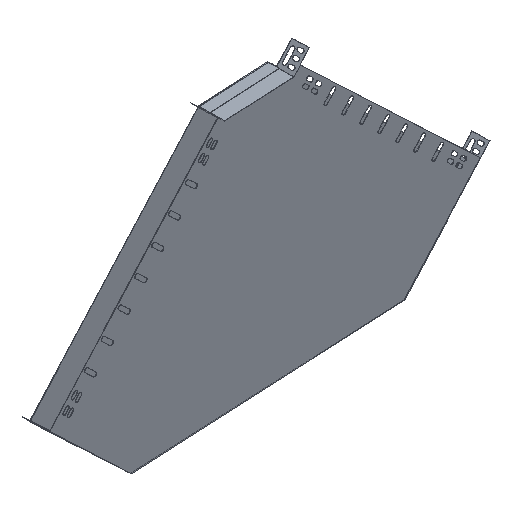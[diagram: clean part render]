
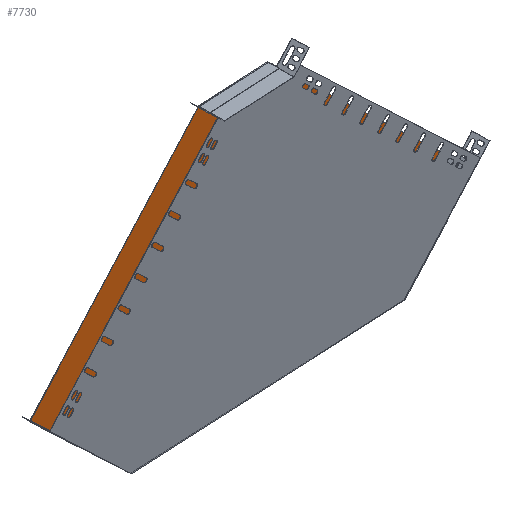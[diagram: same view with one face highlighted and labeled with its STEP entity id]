
A CAD part, isometric view. The second image highlights one B-rep face of the part: STEP entity #7730.
In plain terms, the highlighted planar face has unit normal (0.022, -1, 0.006).
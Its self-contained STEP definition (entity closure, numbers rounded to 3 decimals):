
#124 = ORIENTED_EDGE ( 'NONE', *, *, #5133, .T. ) ;
#156 = DIRECTION ( 'NONE',  ( 0.022, -1., 0.006 ) ) ;
#221 = DIRECTION ( 'NONE',  ( 0.687, 0.02, 0.726 ) ) ;
#481 = CARTESIAN_POINT ( 'NONE',  ( -256.925, 55.077, 423.739 ) ) ;
#546 = EDGE_LOOP ( 'NONE', ( #6511, #939, #6792, #5937, #6480, #4712, #2447, #1414, #124, #7390 ) ) ;
#681 = CARTESIAN_POINT ( 'NONE',  ( -601.323, 45.251, 59.042 ) ) ;
#719 = VECTOR ( 'NONE', #6779, 1000. ) ;
#922 = EDGE_CURVE ( 'NONE', #4884, #1693, #5629, .T. ) ;
#939 = ORIENTED_EDGE ( 'NONE', *, *, #3929, .F. ) ;
#968 = CARTESIAN_POINT ( 'NONE',  ( -256.925, 55.077, 423.739 ) ) ;
#983 = VECTOR ( 'NONE', #4555, 1000. ) ;
#1052 = VERTEX_POINT ( 'NONE', #7012 ) ;
#1260 = LINE ( 'NONE', #1486, #4382 ) ;
#1414 = ORIENTED_EDGE ( 'NONE', *, *, #6671, .F. ) ;
#1480 = LINE ( 'NONE', #4575, #4796 ) ;
#1486 = CARTESIAN_POINT ( 'NONE',  ( 248.09, 63.9, 82.51 ) ) ;
#1693 = VERTEX_POINT ( 'NONE', #6656 ) ;
#1776 = VECTOR ( 'NONE', #1925, 1000. ) ;
#1925 = DIRECTION ( 'NONE',  ( -0.687, -0.02, -0.726 ) ) ;
#2123 = DIRECTION ( 'NONE',  ( 0.027, -0.006, -1. ) ) ;
#2271 = VECTOR ( 'NONE', #3165, 1000. ) ;
#2447 = ORIENTED_EDGE ( 'NONE', *, *, #4539, .F. ) ;
#2560 = CARTESIAN_POINT ( 'NONE',  ( 248.104, 63.897, 82.01 ) ) ;
#2628 = PLANE ( 'NONE',  #6915 ) ;
#2707 = EDGE_CURVE ( 'NONE', #1052, #7643, #1480, .T. ) ;
#2727 = VECTOR ( 'NONE', #2856, 1000. ) ;
#2856 = DIRECTION ( 'NONE',  ( -0.999, -0.022, -0.027 ) ) ;
#3074 = VERTEX_POINT ( 'NONE', #5236 ) ;
#3165 = DIRECTION ( 'NONE',  ( -0.027, 0.006, 1. ) ) ;
#3210 = EDGE_CURVE ( 'NONE', #5731, #1693, #6414, .T. ) ;
#3270 = CARTESIAN_POINT ( 'NONE',  ( 248.09, 63.9, 82.51 ) ) ;
#3281 = CARTESIAN_POINT ( 'NONE',  ( -256.925, 55.077, 423.739 ) ) ;
#3628 = CARTESIAN_POINT ( 'NONE',  ( 105.438, 59.829, -68.638 ) ) ;
#3796 = CARTESIAN_POINT ( 'NONE',  ( -601.323, 45.251, 59.042 ) ) ;
#3914 = LINE ( 'NONE', #5011, #2271 ) ;
#3929 = EDGE_CURVE ( 'NONE', #6141, #1052, #3914, .T. ) ;
#4012 = EDGE_CURVE ( 'NONE', #4164, #7643, #6981, .T. ) ;
#4164 = VERTEX_POINT ( 'NONE', #481 ) ;
#4334 = CARTESIAN_POINT ( 'NONE',  ( -115.589, 58.18, 427.56 ) ) ;
#4382 = VECTOR ( 'NONE', #2123, 1000. ) ;
#4425 = CARTESIAN_POINT ( 'NONE',  ( 248.104, 63.897, 82.01 ) ) ;
#4485 = LINE ( 'NONE', #6978, #983 ) ;
#4504 = DIRECTION ( 'NONE',  ( 0.027, -0.006, -1. ) ) ;
#4539 = EDGE_CURVE ( 'NONE', #3074, #6852, #4485, .T. ) ;
#4555 = DIRECTION ( 'NONE',  ( 0.726, 0.011, -0.688 ) ) ;
#4575 = CARTESIAN_POINT ( 'NONE',  ( -256.912, 55.075, 423.239 ) ) ;
#4712 = ORIENTED_EDGE ( 'NONE', *, *, #7834, .F. ) ;
#4758 = CARTESIAN_POINT ( 'NONE',  ( -115.589, 58.18, 427.56 ) ) ;
#4796 = VECTOR ( 'NONE', #221, 1000. ) ;
#4811 = VECTOR ( 'NONE', #7941, 1000. ) ;
#4884 = VERTEX_POINT ( 'NONE', #4425 ) ;
#4960 = VECTOR ( 'NONE', #5128, 1000. ) ;
#5011 = CARTESIAN_POINT ( 'NONE',  ( -601.323, 45.251, 59.042 ) ) ;
#5128 = DIRECTION ( 'NONE',  ( 0.027, -0.006, -1. ) ) ;
#5133 = EDGE_CURVE ( 'NONE', #8012, #4164, #7638, .T. ) ;
#5236 = CARTESIAN_POINT ( 'NONE',  ( -115.576, 58.177, 427.061 ) ) ;
#5351 = FACE_OUTER_BOUND ( 'NONE', #546, .T. ) ;
#5526 = VECTOR ( 'NONE', #5635, 1000. ) ;
#5629 = LINE ( 'NONE', #2560, #1776 ) ;
#5635 = DIRECTION ( 'NONE',  ( 0.726, 0.011, -0.688 ) ) ;
#5713 = LINE ( 'NONE', #681, #5526 ) ;
#5731 = VERTEX_POINT ( 'NONE', #5830 ) ;
#5830 = CARTESIAN_POINT ( 'NONE',  ( -450.688, 47.621, -83.676 ) ) ;
#5937 = ORIENTED_EDGE ( 'NONE', *, *, #3210, .T. ) ;
#6141 = VERTEX_POINT ( 'NONE', #3796 ) ;
#6288 = CARTESIAN_POINT ( 'NONE',  ( 248.09, 63.9, 82.51 ) ) ;
#6414 = LINE ( 'NONE', #3628, #4811 ) ;
#6480 = ORIENTED_EDGE ( 'NONE', *, *, #922, .F. ) ;
#6511 = ORIENTED_EDGE ( 'NONE', *, *, #2707, .F. ) ;
#6656 = CARTESIAN_POINT ( 'NONE',  ( 105.438, 59.829, -68.638 ) ) ;
#6671 = EDGE_CURVE ( 'NONE', #8012, #3074, #7320, .T. ) ;
#6779 = DIRECTION ( 'NONE',  ( 0.027, -0.006, -1. ) ) ;
#6792 = ORIENTED_EDGE ( 'NONE', *, *, #7685, .T. ) ;
#6852 = VERTEX_POINT ( 'NONE', #6288 ) ;
#6915 = AXIS2_PLACEMENT_3D ( 'NONE', #3270, #156, #4504 ) ;
#6978 = CARTESIAN_POINT ( 'NONE',  ( -115.576, 58.177, 427.061 ) ) ;
#6981 = LINE ( 'NONE', #3281, #4960 ) ;
#7012 = CARTESIAN_POINT ( 'NONE',  ( -601.337, 45.253, 59.542 ) ) ;
#7189 = CARTESIAN_POINT ( 'NONE',  ( -256.912, 55.075, 423.239 ) ) ;
#7320 = LINE ( 'NONE', #4334, #719 ) ;
#7390 = ORIENTED_EDGE ( 'NONE', *, *, #4012, .T. ) ;
#7638 = LINE ( 'NONE', #968, #2727 ) ;
#7643 = VERTEX_POINT ( 'NONE', #7189 ) ;
#7685 = EDGE_CURVE ( 'NONE', #6141, #5731, #5713, .T. ) ;
#7730 = ADVANCED_FACE ( 'NONE', ( #5351 ), #2628, .T. ) ;
#7834 = EDGE_CURVE ( 'NONE', #6852, #4884, #1260, .T. ) ;
#7941 = DIRECTION ( 'NONE',  ( 0.999, 0.022, 0.027 ) ) ;
#8012 = VERTEX_POINT ( 'NONE', #4758 ) ;
